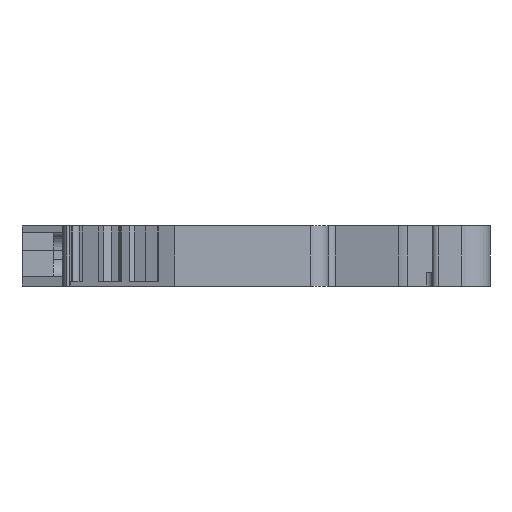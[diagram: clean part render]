
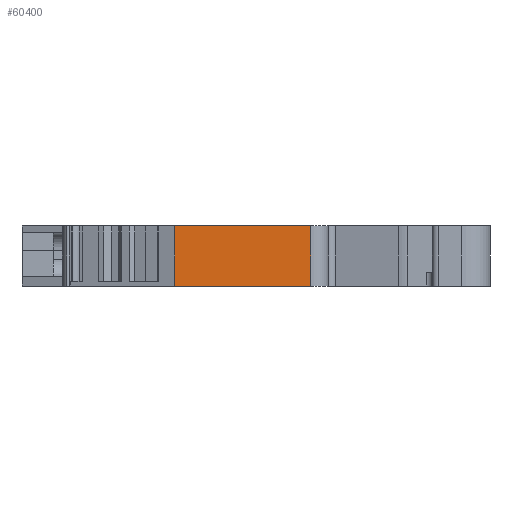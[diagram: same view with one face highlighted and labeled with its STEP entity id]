
A CAD part, left-side view. The second image highlights one B-rep face of the part: STEP entity #60400.
In plain terms, the highlighted planar face has unit normal (-1, 0, 0).
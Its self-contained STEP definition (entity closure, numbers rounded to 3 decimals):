
#8750=CARTESIAN_POINT('',(-25.,20.296,-5.2));
#8760=VERTEX_POINT('',#8750);
#8790=CARTESIAN_POINT('',(-25.,0.,-5.2));
#8800=DIRECTION('',(0.,-1.,0.));
#8810=VECTOR('',#8800,1.);
#8820=LINE('',#8790,#8810);
#8830=CARTESIAN_POINT('',(-25.,8.5,-5.2));
#8840=VERTEX_POINT('',#8830);
#8850=EDGE_CURVE('',#8760,#8840,#8820,.T.);
#46590=CARTESIAN_POINT('',(-25.,8.5,0.));
#46600=VERTEX_POINT('',#46590);
#46630=CARTESIAN_POINT('',(-25.,0.,0.));
#46640=DIRECTION('',(0.,1.,0.));
#46650=VECTOR('',#46640,1.);
#46660=LINE('',#46630,#46650);
#46670=CARTESIAN_POINT('',(-25.,20.296,0.))
;
#46680=VERTEX_POINT('',#46670);
#46690=EDGE_CURVE('',#46600,#46680,#46660,.T.);
#60190=CARTESIAN_POINT('',(-25.,20.296,0.));
#60200=DIRECTION('',(-1.,0.,-0.));
#60210=DIRECTION('',(0.,1.,0.));
#60220=AXIS2_PLACEMENT_3D('',#60190,#60200,#60210);
#60230=PLANE('',#60220);
#60240=CARTESIAN_POINT('',(-25.,8.5,0.));
#60250=DIRECTION('',(0.,0.,-1.));
#60260=VECTOR('',#60250,1.);
#60270=LINE('',#60240,#60260);
#60280=EDGE_CURVE('',#46600,#8840,#60270,.T.);
#60290=ORIENTED_EDGE('',*,*,#60280,.F.);
#60300=ORIENTED_EDGE('',*,*,#8850,.T.);
#60310=CARTESIAN_POINT('',(-25.,20.296,0.));
#60320=DIRECTION('',(0.,0.,-1.));
#60330=VECTOR('',#60320,1.);
#60340=LINE('',#60310,#60330);
#60350=EDGE_CURVE('',#46680,#8760,#60340,.T.);
#60360=ORIENTED_EDGE('',*,*,#60350,.T.);
#60370=ORIENTED_EDGE('',*,*,#46690,.T.);
#60380=EDGE_LOOP('',(#60370,#60360,#60300,#60290));
#60390=FACE_OUTER_BOUND('',#60380,.T.);
#60400=ADVANCED_FACE('',(#60390),#60230,.T.);
